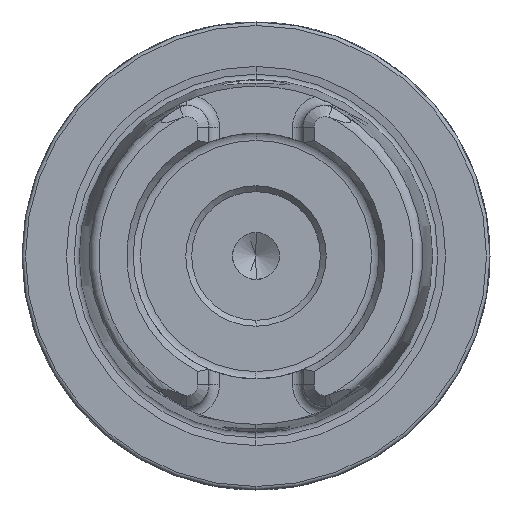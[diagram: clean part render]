
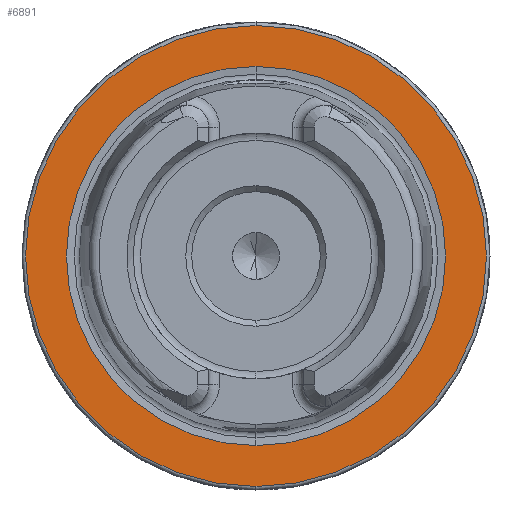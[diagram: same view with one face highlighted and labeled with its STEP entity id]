
A CAD part, left-side view. The second image highlights one B-rep face of the part: STEP entity #6891.
In plain terms, the highlighted planar face has unit normal (-1, 0, 0).
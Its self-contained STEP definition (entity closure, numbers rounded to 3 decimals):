
#437 = AXIS2_PLACEMENT_3D ( 'NONE', #2588, #6325, #3610 ) ;
#922 = PLANE ( 'NONE',  #10209 ) ;
#951 = ORIENTED_EDGE ( 'NONE', *, *, #11094, .T. ) ;
#1066 = VERTEX_POINT ( 'NONE', #7900 ) ;
#1105 = ORIENTED_EDGE ( 'NONE', *, *, #5607, .F. ) ;
#1561 = EDGE_CURVE ( 'NONE', #7301, #1066, #5138, .T. ) ;
#1887 = FACE_BOUND ( 'NONE', #3429, .T. ) ;
#2569 = CIRCLE ( 'NONE', #437, 19.7 ) ;
#2588 = CARTESIAN_POINT ( 'NONE',  ( 0., 0., 0. ) ) ;
#2682 = DIRECTION ( 'NONE',  ( -1., 0., 0. ) ) ;
#2858 = DIRECTION ( 'NONE',  ( 0., 0., 1. ) ) ;
#3240 = CARTESIAN_POINT ( 'NONE',  ( 0., 0., -16.207 ) ) ;
#3429 = EDGE_LOOP ( 'NONE', ( #1105, #5279 ) ) ;
#3536 = CARTESIAN_POINT ( 'NONE',  ( 0., 0., 0. ) ) ;
#3610 = DIRECTION ( 'NONE',  ( 0., 0., 1. ) ) ;
#4446 = AXIS2_PLACEMENT_3D ( 'NONE', #11127, #7455, #2858 ) ;
#5138 = CIRCLE ( 'NONE', #11889, 16.207 ) ;
#5279 = ORIENTED_EDGE ( 'NONE', *, *, #1561, .F. ) ;
#5368 = EDGE_LOOP ( 'NONE', ( #8432, #951 ) ) ;
#5488 = CARTESIAN_POINT ( 'NONE',  ( 0., 0., 0. ) ) ;
#5503 = FACE_OUTER_BOUND ( 'NONE', #5368, .T. ) ;
#5607 = EDGE_CURVE ( 'NONE', #1066, #7301, #8095, .T. ) ;
#5746 = VERTEX_POINT ( 'NONE', #5848 ) ;
#5848 = CARTESIAN_POINT ( 'NONE',  ( 0., 0., -19.7 ) ) ;
#6325 = DIRECTION ( 'NONE',  ( -1., 0., 0. ) ) ;
#6351 = AXIS2_PLACEMENT_3D ( 'NONE', #5488, #7437, #9199 ) ;
#6480 = VERTEX_POINT ( 'NONE', #9353 ) ;
#6891 = ADVANCED_FACE ( 'NONE', ( #1887, #5503 ), #922, .F. ) ;
#6894 = DIRECTION ( 'NONE',  ( 1., 0., 0. ) ) ;
#7301 = VERTEX_POINT ( 'NONE', #3240 ) ;
#7437 = DIRECTION ( 'NONE',  ( -1., 0., 0. ) ) ;
#7455 = DIRECTION ( 'NONE',  ( -1., 0., 0. ) ) ;
#7900 = CARTESIAN_POINT ( 'NONE',  ( 0., 0., 16.207 ) ) ;
#8095 = CIRCLE ( 'NONE', #6351, 16.207 ) ;
#8303 = CARTESIAN_POINT ( 'NONE',  ( 0., 19.7, 0. ) ) ;
#8432 = ORIENTED_EDGE ( 'NONE', *, *, #8566, .T. ) ;
#8566 = EDGE_CURVE ( 'NONE', #6480, #5746, #11379, .T. ) ;
#9199 = DIRECTION ( 'NONE',  ( 0., 0., 1. ) ) ;
#9353 = CARTESIAN_POINT ( 'NONE',  ( 0., 0., 19.7 ) ) ;
#10209 = AXIS2_PLACEMENT_3D ( 'NONE', #8303, #6894, #10571 ) ;
#10571 = DIRECTION ( 'NONE',  ( 0., 0., -1. ) ) ;
#11094 = EDGE_CURVE ( 'NONE', #5746, #6480, #2569, .T. ) ;
#11127 = CARTESIAN_POINT ( 'NONE',  ( 0., 0., 0. ) ) ;
#11379 = CIRCLE ( 'NONE', #4446, 19.7 ) ;
#11737 = DIRECTION ( 'NONE',  ( 0., 0., 1. ) ) ;
#11889 = AXIS2_PLACEMENT_3D ( 'NONE', #3536, #2682, #11737 ) ;
